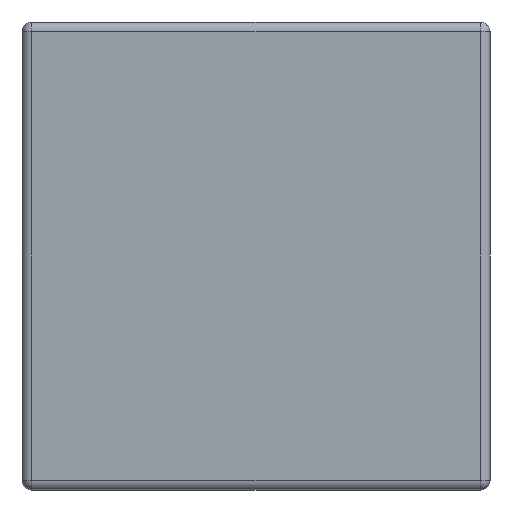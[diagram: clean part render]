
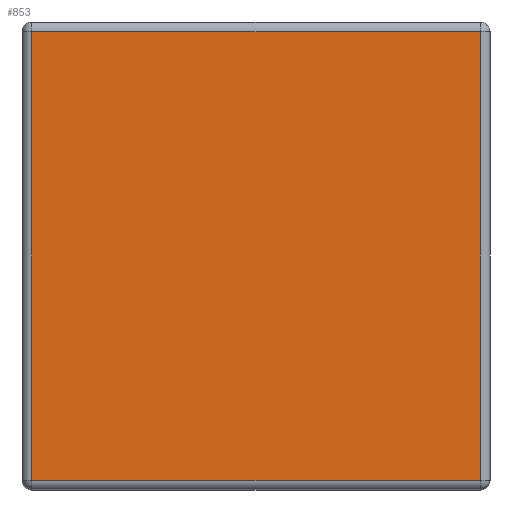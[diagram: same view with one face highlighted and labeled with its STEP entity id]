
A CAD part, front view. The second image highlights one B-rep face of the part: STEP entity #853.
In plain terms, the highlighted face is planar.
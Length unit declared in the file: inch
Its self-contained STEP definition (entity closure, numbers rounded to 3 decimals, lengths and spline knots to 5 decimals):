
#49=PLANE('',#944);
#65=LINE('',#1367,#121);
#71=LINE('',#1404,#127);
#73=LINE('',#1407,#129);
#87=LINE('',#1442,#143);
#121=VECTOR('',#1051,2.875);
#127=VECTOR('',#1095,2.875);
#129=VECTOR('',#1099,2.875);
#143=VECTOR('',#1143,2.875);
#226=FACE_OUTER_BOUND('',#289,.T.);
#289=EDGE_LOOP('',(#660,#661,#662,#663));
#400=VERTEX_POINT('',#1352);
#405=VERTEX_POINT('',#1362);
#411=VERTEX_POINT('',#1382);
#417=VERTEX_POINT('',#1399);
#473=EDGE_CURVE('',#400,#405,#65,.T.);
#491=EDGE_CURVE('',#405,#417,#71,.T.);
#493=EDGE_CURVE('',#417,#411,#73,.T.);
#513=EDGE_CURVE('',#411,#400,#87,.T.);
#660=ORIENTED_EDGE('',*,*,#473,.F.);
#661=ORIENTED_EDGE('',*,*,#513,.F.);
#662=ORIENTED_EDGE('',*,*,#493,.F.);
#663=ORIENTED_EDGE('',*,*,#491,.F.);
#853=ADVANCED_FACE('',(#226),#49,.F.);
#944=AXIS2_PLACEMENT_3D('',#1444,#1146,#1147);
#1051=DIRECTION('',(1.,0.,0.));
#1095=DIRECTION('',(0.,1.,0.));
#1099=DIRECTION('',(-1.,0.,0.));
#1143=DIRECTION('',(0.,-1.,0.));
#1146=DIRECTION('center_axis',(0.,0.,1.));
#1147=DIRECTION('ref_axis',(1.,0.,0.));
#1352=CARTESIAN_POINT('',(0.0625,0.0625,0.));
#1362=CARTESIAN_POINT('',(2.9375,0.0625,0.));
#1367=CARTESIAN_POINT('',(0.75,0.0625,0.));
#1382=CARTESIAN_POINT('',(0.0625,2.9375,0.));
#1399=CARTESIAN_POINT('',(2.9375,2.9375,0.));
#1404=CARTESIAN_POINT('',(2.9375,0.75,0.));
#1407=CARTESIAN_POINT('',(2.25,2.9375,0.));
#1442=CARTESIAN_POINT('',(0.0625,2.25,0.));
#1444=CARTESIAN_POINT('Origin',(1.5,1.5,0.));
